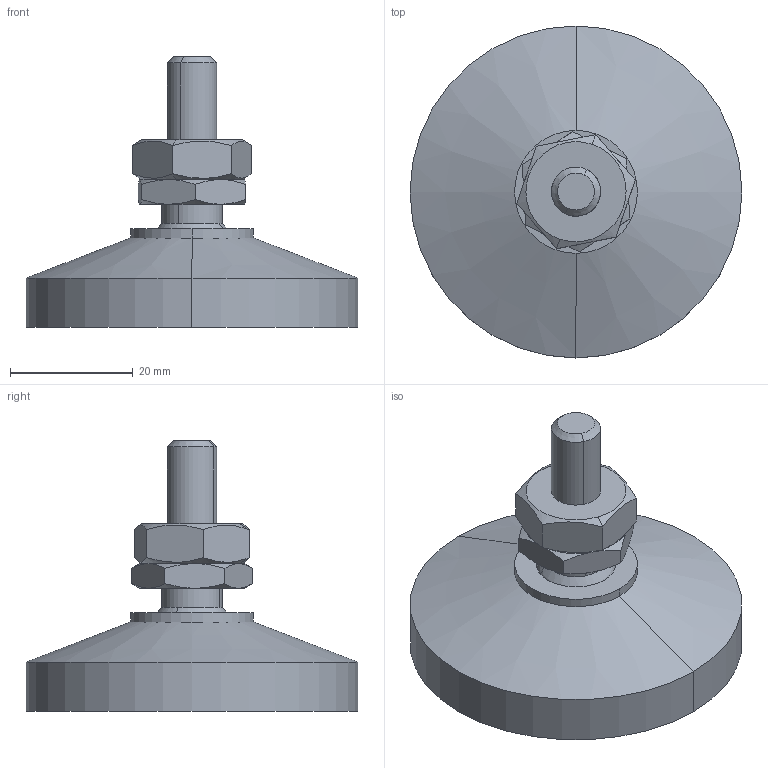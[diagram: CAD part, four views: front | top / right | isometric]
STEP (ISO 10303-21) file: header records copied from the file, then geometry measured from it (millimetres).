
FILE_DESCRIPTION((''),'2;1');
FILE_NAME('SF0304S.stp','2009-07-20T15:55:21',(''),(''),'Mechanical Desktop 2007','Mechanical Desktop 2007',', , ');
FILE_SCHEMA(('CONFIG_CONTROL_DESIGN'));
Length unit declared in the file: millimetre
Products named in the file (2): SF0304SA; SF0304S
Assembly tree (1 placements, depth 2):
  SF0304SA
    SF0304S
Bounding box: 54 x 54 x 44.02 mm (x, y, z)
Volume: 29939.1 mm3; surface area: 9152.5 mm2
Topology: 3 solids, 3 shells, 57 faces, 138 edges, 87 vertices
Faces by surface type: cone 24, plane 19, cylinder 10, bspline 2, sphere 2
Entity records: 1750 total; most frequent: CARTESIAN_POINT 409, ORIENTED_EDGE 264, DIRECTION 260, EDGE_CURVE 132, AXIS2_PLACEMENT_3D 107, VERTEX_POINT 85, EDGE_LOOP 63, FACE_OUTER_BOUND 57
